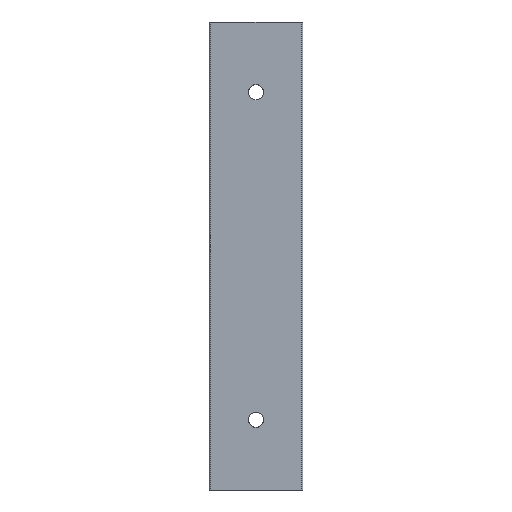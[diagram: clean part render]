
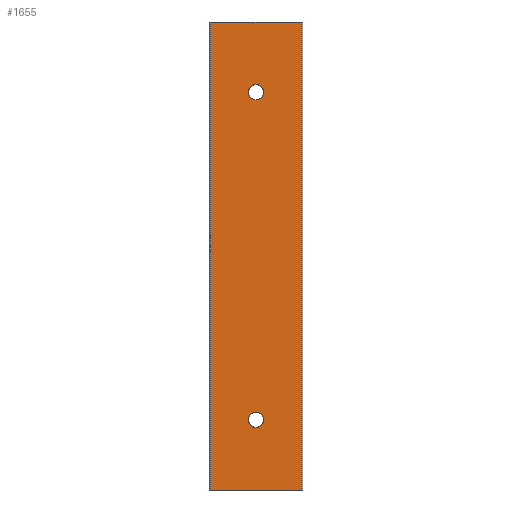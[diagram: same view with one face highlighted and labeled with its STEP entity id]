
A CAD part, left-side view. The second image highlights one B-rep face of the part: STEP entity #1655.
In plain terms, the highlighted planar face has unit normal (-1, 0, 0).
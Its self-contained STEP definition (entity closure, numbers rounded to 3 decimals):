
#61=PLANE('',#1811);
#112=CIRCLE('',#1812,1.65);
#113=CIRCLE('',#1813,1.65);
#208=LINE('',#2879,#318);
#209=LINE('',#2882,#319);
#210=LINE('',#2884,#320);
#211=LINE('',#2886,#321);
#318=VECTOR('',#2134,1000.);
#319=VECTOR('',#2135,1000.);
#320=VECTOR('',#2136,1000.);
#321=VECTOR('',#2137,1000.);
#596=ORIENTED_EDGE('',*,*,#1005,.T.);
#597=ORIENTED_EDGE('',*,*,#1006,.T.);
#598=ORIENTED_EDGE('',*,*,#1007,.T.);
#599=ORIENTED_EDGE('',*,*,#1008,.F.);
#600=ORIENTED_EDGE('',*,*,#1009,.F.);
#601=ORIENTED_EDGE('',*,*,#1010,.T.);
#1005=EDGE_CURVE('',#1226,#1226,#112,.T.);
#1006=EDGE_CURVE('',#1227,#1227,#113,.T.);
#1007=EDGE_CURVE('',#1228,#1229,#208,.T.);
#1008=EDGE_CURVE('',#1230,#1229,#209,.T.);
#1009=EDGE_CURVE('',#1231,#1230,#210,.T.);
#1010=EDGE_CURVE('',#1231,#1228,#211,.T.);
#1226=VERTEX_POINT('',#2876);
#1227=VERTEX_POINT('',#2878);
#1228=VERTEX_POINT('',#2880);
#1229=VERTEX_POINT('',#2881);
#1230=VERTEX_POINT('',#2883);
#1231=VERTEX_POINT('',#2885);
#1406=EDGE_LOOP('',(#596));
#1407=EDGE_LOOP('',(#597));
#1408=EDGE_LOOP('',(#598,#599,#600,#601));
#1512=FACE_BOUND('',#1406,.T.);
#1513=FACE_BOUND('',#1407,.T.);
#1514=FACE_BOUND('',#1408,.T.);
#1655=ADVANCED_FACE('',(#1512,#1513,#1514),#61,.F.);
#1811=AXIS2_PLACEMENT_3D('',#2874,#2128,#2129);
#1812=AXIS2_PLACEMENT_3D('',#2875,#2130,#2131);
#1813=AXIS2_PLACEMENT_3D('',#2877,#2132,#2133);
#2128=DIRECTION('',(1.,0.,0.));
#2129=DIRECTION('',(0.,0.,-1.));
#2130=DIRECTION('',(1.,0.,0.));
#2131=DIRECTION('',(0.,0.,-1.));
#2132=DIRECTION('',(1.,0.,0.));
#2133=DIRECTION('',(0.,0.,-1.));
#2134=DIRECTION('',(0.,-1.,0.));
#2135=DIRECTION('',(0.,0.,-1.));
#2136=DIRECTION('',(0.,-1.,0.));
#2137=DIRECTION('',(0.,0.,-1.));
#2874=CARTESIAN_POINT('',(-7.4,19.7,100.));
#2875=CARTESIAN_POINT('',(-7.4,10.,85.));
#2876=CARTESIAN_POINT('',(-7.4,10.,83.35));
#2877=CARTESIAN_POINT('',(-7.4,10.,15.));
#2878=CARTESIAN_POINT('',(-7.4,10.,13.35));
#2879=CARTESIAN_POINT('',(-7.4,19.7,0.));
#2880=CARTESIAN_POINT('',(-7.4,19.7,0.));
#2881=CARTESIAN_POINT('',(-7.4,0.3,0.));
#2882=CARTESIAN_POINT('',(-7.4,0.3,100.));
#2883=CARTESIAN_POINT('',(-7.4,0.3,100.));
#2884=CARTESIAN_POINT('',(-7.4,19.7,100.));
#2885=CARTESIAN_POINT('',(-7.4,19.7,100.));
#2886=CARTESIAN_POINT('',(-7.4,19.7,100.));
